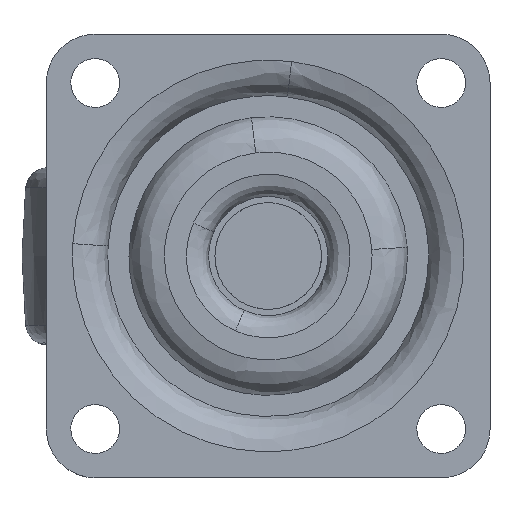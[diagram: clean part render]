
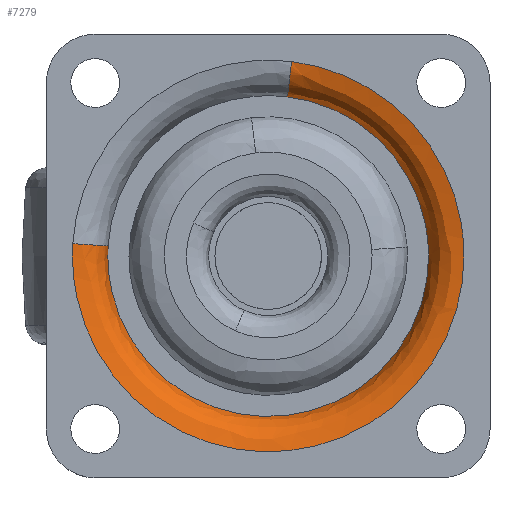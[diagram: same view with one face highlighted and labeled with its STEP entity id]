
A CAD part, top view. The second image highlights one B-rep face of the part: STEP entity #7279.
In plain terms, the highlighted free-form (B-spline) face has degree [2, 2] with [7, 3] control points.
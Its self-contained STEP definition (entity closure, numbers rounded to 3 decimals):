
#7124=CARTESIAN_POINT('',(4.328,35.877,-7.979));
#7125=CARTESIAN_POINT('',(38.208,31.79,-7.979));
#7126=CARTESIAN_POINT('',(36.066,-2.269,-7.979));
#7127=CARTESIAN_POINT('',(33.797,-38.335,-7.979));
#7128=CARTESIAN_POINT('',(-2.269,-36.066,-7.979));
#7129=CARTESIAN_POINT('',(-38.335,-33.797,-7.979));
#7130=CARTESIAN_POINT('',(-36.066,2.269,-7.979));
#7131=CARTESIAN_POINT('',(4.331,35.899,0.556));
#7132=CARTESIAN_POINT('',(38.232,31.809,0.556));
#7133=CARTESIAN_POINT('',(36.088,-2.27,0.556));
#7134=CARTESIAN_POINT('',(33.817,-38.358,0.556));
#7135=CARTESIAN_POINT('',(-2.27,-36.088,0.556));
#7136=CARTESIAN_POINT('',(-38.358,-33.817,0.556));
#7137=CARTESIAN_POINT('',(-36.088,2.27,0.556));
#7138=CARTESIAN_POINT('',(5.351,44.353,-0.018));
#7139=CARTESIAN_POINT('',(47.236,39.3,-0.018));
#7140=CARTESIAN_POINT('',(44.587,-2.805,-0.018));
#7141=CARTESIAN_POINT('',(41.781,-47.392,-0.018));
#7142=CARTESIAN_POINT('',(-2.805,-44.587,-0.018));
#7143=CARTESIAN_POINT('',(-47.392,-41.781,-0.018));
#7144=CARTESIAN_POINT('',(-44.587,2.805,-0.018));
#7152=(BOUNDED_SURFACE()B_SPLINE_SURFACE(2,2,((#7124,#7131,#7138),(#7125,#7132,#7139),(#7126,#7133,#7140),(#7127,#7134,#7141),(#7128,#7135,#7142),(#7129,#7136,#7143),(#7130,#7137,#7144)),.UNSPECIFIED.,.F.,.F.,.U.)B_SPLINE_SURFACE_WITH_KNOTS((3,2,2,3),(3,3),(0.0,71.059,145.078,219.098),(0.0,13.865),.UNSPECIFIED.)GEOMETRIC_REPRESENTATION_ITEM()RATIONAL_B_SPLINE_SURFACE(((0.893,0.61,0.891),(0.657,0.449,0.655),(0.914,0.624,0.912),(0.646,0.441,0.645),(0.914,0.624,0.912),(0.646,0.441,0.645),(0.914,0.624,0.912)))REPRESENTATION_ITEM('')SURFACE());
#7153=CARTESIAN_POINT('',(4.33,35.896,-7.443));
#7154=VERTEX_POINT('',#7153);
#7155=CARTESIAN_POINT('',(36.156,0.0,-7.443));
#7156=VERTEX_POINT('',#7155);
#7157=CARTESIAN_POINT('',(4.33,35.896,-7.443));
#7158=CARTESIAN_POINT('',(36.156,32.057,-7.443));
#7159=CARTESIAN_POINT('',(36.156,0.0,-7.443));
#7167=(BOUNDED_CURVE()B_SPLINE_CURVE(2,(#7157,#7158,#7159),.UNSPECIFIED.,.F.,.U.)B_SPLINE_CURVE_WITH_KNOTS((3,3),(0.271,0.5),.UNSPECIFIED.)CURVE()GEOMETRIC_REPRESENTATION_ITEM()RATIONAL_B_SPLINE_CURVE((0.955,0.731,1.0))REPRESENTATION_ITEM(''));
#7168=EDGE_CURVE('',#7154,#7156,#7167,.T.);
#7169=ORIENTED_EDGE('',*,*,#7168,.T.);
#7170=CARTESIAN_POINT('',(-36.156,0.0,-7.443));
#7171=VERTEX_POINT('',#7170);
#7172=CARTESIAN_POINT('',(36.156,0.0,-7.443));
#7173=CARTESIAN_POINT('',(36.156,-36.156,-7.443));
#7174=CARTESIAN_POINT('',(0.0,-36.156,-7.443));
#7175=CARTESIAN_POINT('',(-36.156,-36.156,-7.443));
#7176=CARTESIAN_POINT('',(-36.156,0.0,-7.443));
#7184=(BOUNDED_CURVE()B_SPLINE_CURVE(2,(#7172,#7173,#7174,#7175,#7176),.UNSPECIFIED.,.F.,.U.)B_SPLINE_CURVE_WITH_KNOTS((3,2,3),(0.5,0.75,1.0),.UNSPECIFIED.)CURVE()GEOMETRIC_REPRESENTATION_ITEM()RATIONAL_B_SPLINE_CURVE((1.0,0.707,1.0,0.707,1.0))REPRESENTATION_ITEM(''));
#7185=EDGE_CURVE('',#7156,#7171,#7184,.T.);
#7186=ORIENTED_EDGE('',*,*,#7185,.T.);
#7187=CARTESIAN_POINT('',(-36.085,2.27,-7.443));
#7188=VERTEX_POINT('',#7187);
#7189=CARTESIAN_POINT('',(-36.156,0.0,-7.443));
#7190=CARTESIAN_POINT('',(-36.156,1.136,-7.443));
#7191=CARTESIAN_POINT('',(-36.085,2.27,-7.443));
#7199=(BOUNDED_CURVE()B_SPLINE_CURVE(2,(#7189,#7190,#7191),.UNSPECIFIED.,.F.,.U.)B_SPLINE_CURVE_WITH_KNOTS((3,3),(0.0,0.011),.UNSPECIFIED.)CURVE()GEOMETRIC_REPRESENTATION_ITEM()RATIONAL_B_SPLINE_CURVE((1.0,0.987,0.975))REPRESENTATION_ITEM(''));
#7200=EDGE_CURVE('',#7171,#7188,#7199,.T.);
#7201=ORIENTED_EDGE('',*,*,#7200,.T.);
#7202=CARTESIAN_POINT('',(-44.05,2.771,0.));
#7203=VERTEX_POINT('',#7202);
#7204=CARTESIAN_POINT('',(-36.085,2.27,-7.443));
#7205=CARTESIAN_POINT('',(-36.604,2.303,0.));
#7206=CARTESIAN_POINT('',(-44.05,2.771,0.));
#7214=(BOUNDED_CURVE()B_SPLINE_CURVE(2,(#7204,#7205,#7206),.UNSPECIFIED.,.F.,.U.)B_SPLINE_CURVE_WITH_KNOTS((3,3),(-1.721,-0.285),.UNSPECIFIED.)CURVE()GEOMETRIC_REPRESENTATION_ITEM()RATIONAL_B_SPLINE_CURVE((0.889,0.649,0.887))REPRESENTATION_ITEM(''));
#7215=EDGE_CURVE('',#7188,#7203,#7214,.T.);
#7216=ORIENTED_EDGE('',*,*,#7215,.T.);
#7217=CARTESIAN_POINT('',(-44.137,0.0,0.0));
#7218=VERTEX_POINT('',#7217);
#7219=CARTESIAN_POINT('',(-44.137,0.0,0.0));
#7220=CARTESIAN_POINT('',(-44.137,1.387,0.0));
#7221=CARTESIAN_POINT('',(-44.05,2.771,0.));
#7229=(BOUNDED_CURVE()B_SPLINE_CURVE(2,(#7219,#7220,#7221),.UNSPECIFIED.,.F.,.U.)B_SPLINE_CURVE_WITH_KNOTS((3,3),(0.0,0.011),.UNSPECIFIED.)CURVE()GEOMETRIC_REPRESENTATION_ITEM()RATIONAL_B_SPLINE_CURVE((1.0,0.987,0.975))REPRESENTATION_ITEM(''));
#7230=EDGE_CURVE('',#7218,#7203,#7229,.T.);
#7231=ORIENTED_EDGE('',*,*,#7230,.F.);
#7232=CARTESIAN_POINT('',(44.137,0.0,0.0));
#7233=VERTEX_POINT('',#7232);
#7234=CARTESIAN_POINT('',(44.137,0.0,0.0));
#7235=CARTESIAN_POINT('',(44.137,-44.137,0.0));
#7236=CARTESIAN_POINT('',(0.0,-44.137,0.0));
#7237=CARTESIAN_POINT('',(-44.137,-44.137,0.0));
#7238=CARTESIAN_POINT('',(-44.137,0.0,0.0));
#7246=(BOUNDED_CURVE()B_SPLINE_CURVE(2,(#7234,#7235,#7236,#7237,#7238),.UNSPECIFIED.,.F.,.U.)B_SPLINE_CURVE_WITH_KNOTS((3,2,3),(0.5,0.75,1.0),.UNSPECIFIED.)CURVE()GEOMETRIC_REPRESENTATION_ITEM()RATIONAL_B_SPLINE_CURVE((1.0,0.707,1.0,0.707,1.0))REPRESENTATION_ITEM(''));
#7247=EDGE_CURVE('',#7233,#7218,#7246,.T.);
#7248=ORIENTED_EDGE('',*,*,#7247,.F.);
#7249=CARTESIAN_POINT('',(5.286,43.819,0.));
#7250=VERTEX_POINT('',#7249);
#7251=CARTESIAN_POINT('',(5.286,43.819,0.));
#7252=CARTESIAN_POINT('',(44.137,39.132,0.0));
#7253=CARTESIAN_POINT('',(44.137,0.0,0.0));
#7261=(BOUNDED_CURVE()B_SPLINE_CURVE(2,(#7251,#7252,#7253),.UNSPECIFIED.,.F.,.U.)B_SPLINE_CURVE_WITH_KNOTS((3,3),(0.271,0.5),.UNSPECIFIED.)CURVE()GEOMETRIC_REPRESENTATION_ITEM()RATIONAL_B_SPLINE_CURVE((0.955,0.731,1.0))REPRESENTATION_ITEM(''));
#7262=EDGE_CURVE('',#7250,#7233,#7261,.T.);
#7263=ORIENTED_EDGE('',*,*,#7262,.F.);
#7264=CARTESIAN_POINT('',(4.33,35.896,-7.443));
#7265=CARTESIAN_POINT('',(4.393,36.412,0.));
#7266=CARTESIAN_POINT('',(5.286,43.819,0.));
#7274=(BOUNDED_CURVE()B_SPLINE_CURVE(2,(#7264,#7265,#7266),.UNSPECIFIED.,.F.,.U.)B_SPLINE_CURVE_WITH_KNOTS((3,3),(-1.721,-0.285),.UNSPECIFIED.)CURVE()GEOMETRIC_REPRESENTATION_ITEM()RATIONAL_B_SPLINE_CURVE((0.869,0.635,0.867))REPRESENTATION_ITEM(''));
#7275=EDGE_CURVE('',#7154,#7250,#7274,.T.);
#7276=ORIENTED_EDGE('',*,*,#7275,.F.);
#7277=EDGE_LOOP('',(#7169,#7186,#7201,#7216,#7231,#7248,#7263,#7276));
#7278=FACE_OUTER_BOUND('',#7277,.T.);
#7279=ADVANCED_FACE('',(#7278),#7152,.T.);
